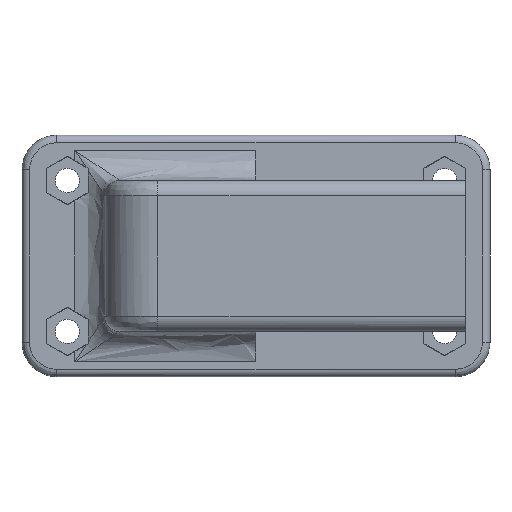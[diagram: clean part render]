
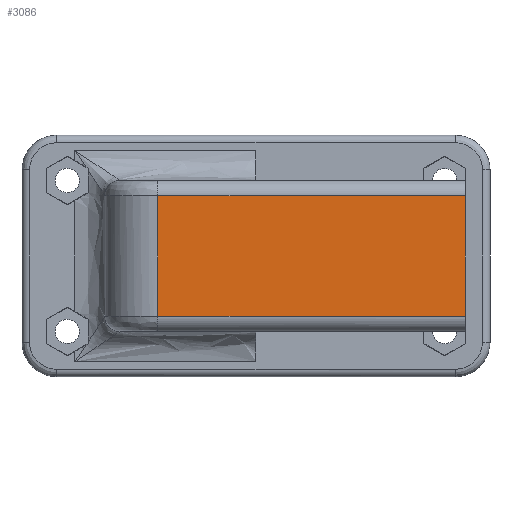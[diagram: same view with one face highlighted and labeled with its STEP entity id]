
A CAD part, front view. The second image highlights one B-rep face of the part: STEP entity #3086.
In plain terms, the highlighted free-form (B-spline) face has degree [1, 1] with [2, 2] control points.
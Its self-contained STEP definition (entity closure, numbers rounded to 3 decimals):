
#3054 = EDGE_CURVE('',#3055,#3057,#3059,.T.);
#3055 = VERTEX_POINT('',#3056);
#3056 = CARTESIAN_POINT('',(34.856,-26.132,
    10.051));
#3057 = VERTEX_POINT('',#3058);
#3058 = CARTESIAN_POINT('',(34.856,-26.132,
    -10.051));
#3059 = B_SPLINE_CURVE_WITH_KNOTS('',1,(#3060,#3061),.UNSPECIFIED.,.F.,
  .F.,(2,2),(2.,18.),.PIECEWISE_BEZIER_KNOTS.);
#3060 = CARTESIAN_POINT('',(34.856,-26.132,
    10.051));
#3061 = CARTESIAN_POINT('',(34.856,-26.132,
    -10.051));
#3086 = ADVANCED_FACE('',(#3087),#3109,.T.);
#3087 = FACE_BOUND('',#3088,.T.);
#3088 = EDGE_LOOP('',(#3089,#3098,#3103,#3104));
#3089 = ORIENTED_EDGE('',*,*,#3090,.T.);
#3090 = EDGE_CURVE('',#3091,#3093,#3095,.T.);
#3091 = VERTEX_POINT('',#3092);
#3092 = CARTESIAN_POINT('',(-16.333,-26.132,
    10.051));
#3093 = VERTEX_POINT('',#3094);
#3094 = CARTESIAN_POINT('',(-16.333,-26.132,
    -10.051));
#3095 = B_SPLINE_CURVE_WITH_KNOTS('',1,(#3096,#3097),.UNSPECIFIED.,.F.,
  .F.,(2,2),(-18.,-2.),.PIECEWISE_BEZIER_KNOTS.);
#3096 = CARTESIAN_POINT('',(-16.333,-26.132,
    10.051));
#3097 = CARTESIAN_POINT('',(-16.333,-26.132,
    -10.051));
#3098 = ORIENTED_EDGE('',*,*,#3099,.T.);
#3099 = EDGE_CURVE('',#3093,#3057,#3100,.T.);
#3100 = B_SPLINE_CURVE_WITH_KNOTS('',1,(#3101,#3102),.UNSPECIFIED.,.F.,
  .F.,(2,2),(-40.744,0.),.PIECEWISE_BEZIER_KNOTS.);
#3101 = CARTESIAN_POINT('',(-16.333,-26.132,
    -10.051));
#3102 = CARTESIAN_POINT('',(34.856,-26.132,
    -10.051));
#3103 = ORIENTED_EDGE('',*,*,#3054,.F.);
#3104 = ORIENTED_EDGE('',*,*,#3105,.T.);
#3105 = EDGE_CURVE('',#3055,#3091,#3106,.T.);
#3106 = B_SPLINE_CURVE_WITH_KNOTS('',1,(#3107,#3108),.UNSPECIFIED.,.F.,
  .F.,(2,2),(-40.744,0.),.PIECEWISE_BEZIER_KNOTS.);
#3107 = CARTESIAN_POINT('',(34.856,-26.132,
    10.051));
#3108 = CARTESIAN_POINT('',(-16.333,-26.132,
    10.051));
#3109 = B_SPLINE_SURFACE_WITH_KNOTS('',1,1,(
    (#3110,#3111)
    ,(#3112,#3113
    )),.UNSPECIFIED.,.F.,.F.,.F.,(2,2),(2,2),(-8.,8.),(-13.,
    27.744),.PIECEWISE_BEZIER_KNOTS.);
#3110 = CARTESIAN_POINT('',(-16.333,-26.132,
    10.051));
#3111 = CARTESIAN_POINT('',(34.856,-26.132,
    10.051));
#3112 = CARTESIAN_POINT('',(-16.333,-26.132,
    -10.051));
#3113 = CARTESIAN_POINT('',(34.856,-26.132,
    -10.051));
